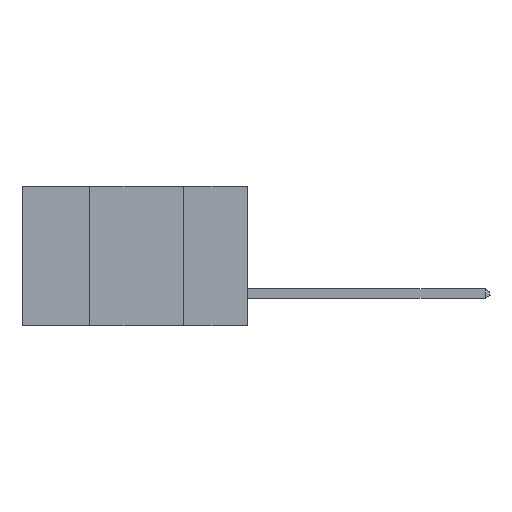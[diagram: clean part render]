
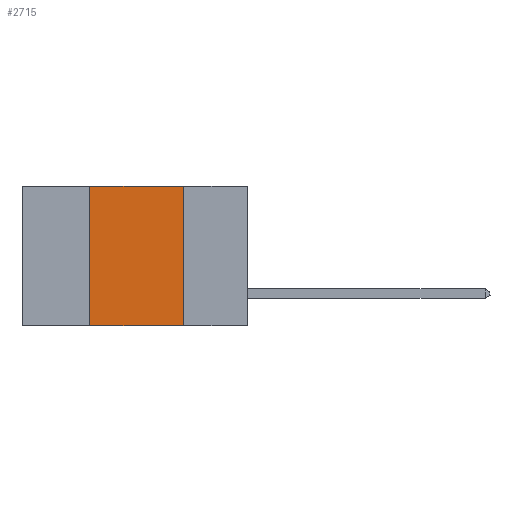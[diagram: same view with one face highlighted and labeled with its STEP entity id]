
A CAD part, left-side view. The second image highlights one B-rep face of the part: STEP entity #2715.
In plain terms, the highlighted planar face has unit normal (-1, 0, 0).
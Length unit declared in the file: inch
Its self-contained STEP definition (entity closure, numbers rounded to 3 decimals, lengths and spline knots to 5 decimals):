
#167 = DIRECTION ( 'NONE',  ( 0., 0., -1. ) ) ;
#348 = DIRECTION ( 'NONE',  ( 0., 0., 1. ) ) ;
#463 = VERTEX_POINT ( 'NONE', #9330 ) ;
#937 = VERTEX_POINT ( 'NONE', #2692 ) ;
#1227 = EDGE_CURVE ( 'NONE', #3183, #937, #10531, .T. ) ;
#1257 = VECTOR ( 'NONE', #3363, 39.37008 ) ;
#1792 = EDGE_CURVE ( 'NONE', #3640, #463, #5521, .T. ) ;
#1977 = VECTOR ( 'NONE', #167, 39.37008 ) ;
#2692 = CARTESIAN_POINT ( 'NONE',  ( 0., 0.17, -0.37 ) ) ;
#2715 = ADVANCED_FACE ( 'NONE', ( #7287 ), #4352, .F. ) ;
#3102 = ORIENTED_EDGE ( 'NONE', *, *, #1792, .F. ) ;
#3183 = VERTEX_POINT ( 'NONE', #6105 ) ;
#3363 = DIRECTION ( 'NONE',  ( 0., -1., 0. ) ) ;
#3503 = CARTESIAN_POINT ( 'NONE',  ( 0., 0.17, 0. ) ) ;
#3640 = VERTEX_POINT ( 'NONE', #3878 ) ;
#3710 = ORIENTED_EDGE ( 'NONE', *, *, #4555, .F. ) ;
#3878 = CARTESIAN_POINT ( 'NONE',  ( 0., 0.42, 0. ) ) ;
#4352 = PLANE ( 'NONE',  #8728 ) ;
#4555 = EDGE_CURVE ( 'NONE', #463, #937, #8251, .T. ) ;
#5521 = LINE ( 'NONE', #12768, #13921 ) ;
#6105 = CARTESIAN_POINT ( 'NONE',  ( 0., 0.42, -0.37 ) ) ;
#6204 = LINE ( 'NONE', #7207, #11333 ) ;
#7207 = CARTESIAN_POINT ( 'NONE',  ( 0., 0.42, 0. ) ) ;
#7287 = FACE_OUTER_BOUND ( 'NONE', #9245, .T. ) ;
#7883 = ORIENTED_EDGE ( 'NONE', *, *, #1227, .T. ) ;
#8251 = LINE ( 'NONE', #3503, #1977 ) ;
#8728 = AXIS2_PLACEMENT_3D ( 'NONE', #11408, #11251, #13782 ) ;
#8783 = CARTESIAN_POINT ( 'NONE',  ( 0., 0.6, -0.37 ) ) ;
#9245 = EDGE_LOOP ( 'NONE', ( #3710, #3102, #14403, #7883 ) ) ;
#9330 = CARTESIAN_POINT ( 'NONE',  ( 0., 0.17, 0. ) ) ;
#10531 = LINE ( 'NONE', #8783, #1257 ) ;
#11251 = DIRECTION ( 'NONE',  ( 1., 0., 0. ) ) ;
#11333 = VECTOR ( 'NONE', #348, 39.37008 ) ;
#11408 = CARTESIAN_POINT ( 'NONE',  ( 0., 0.6, 0. ) ) ;
#12768 = CARTESIAN_POINT ( 'NONE',  ( 0., 0.6, 0. ) ) ;
#13259 = EDGE_CURVE ( 'NONE', #3183, #3640, #6204, .T. ) ;
#13782 = DIRECTION ( 'NONE',  ( 0., 0., -1. ) ) ;
#13918 = DIRECTION ( 'NONE',  ( 0., -1., 0. ) ) ;
#13921 = VECTOR ( 'NONE', #13918, 39.37008 ) ;
#14403 = ORIENTED_EDGE ( 'NONE', *, *, #13259, .F. ) ;
